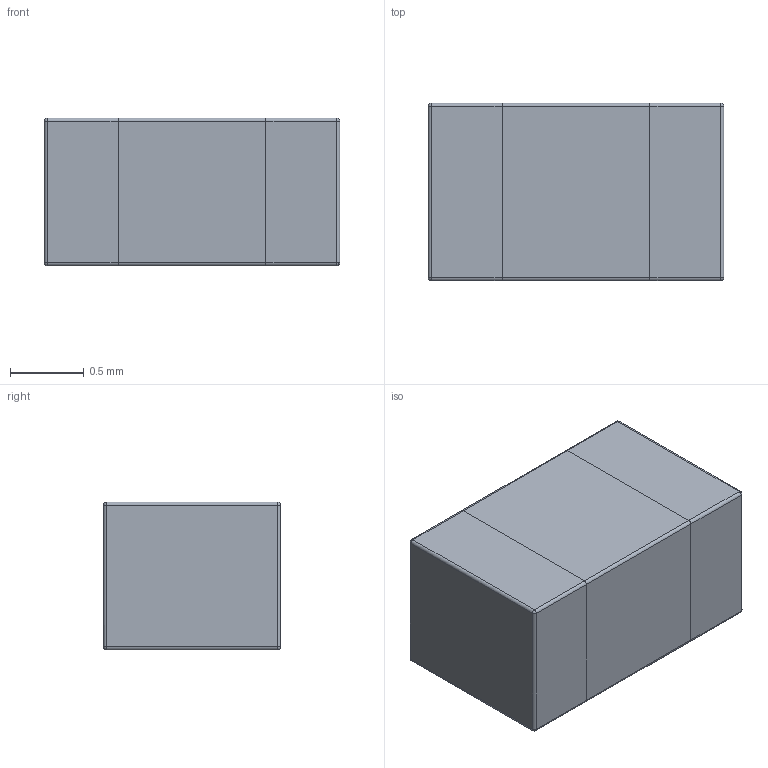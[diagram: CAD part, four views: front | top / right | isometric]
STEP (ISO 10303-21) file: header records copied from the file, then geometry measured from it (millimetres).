
FILE_DESCRIPTION((''),'2;1');
FILE_NAME('IND_WURTH_WE-PMI-0805.stp','2012-10-10T09:58:45',(''),(''),'Mechanical Desktop 2011','Mechanical Desktop 2011',', , ');
FILE_SCHEMA(('AUTOMOTIVE_DESIGN { 1 2 10303 214 1 1 1 1 }'));
Length unit declared in the file: millimetre
Products named in the file (1): Product
Bounding box: 2 x 1.2 x 1 mm (x, y, z)
Volume: 2.4 mm3; surface area: 15.9 mm2
Topology: 3 solids, 3 shells, 48 faces, 108 edges, 62 vertices
Faces by surface type: cylinder 20, plane 18, sphere 10
Entity records: 1350 total; most frequent: DIRECTION 250, CARTESIAN_POINT 215, ORIENTED_EDGE 208, EDGE_CURVE 104, AXIS2_PLACEMENT_3D 97, VERTEX_POINT 62, VECTOR 56, LINE 56
